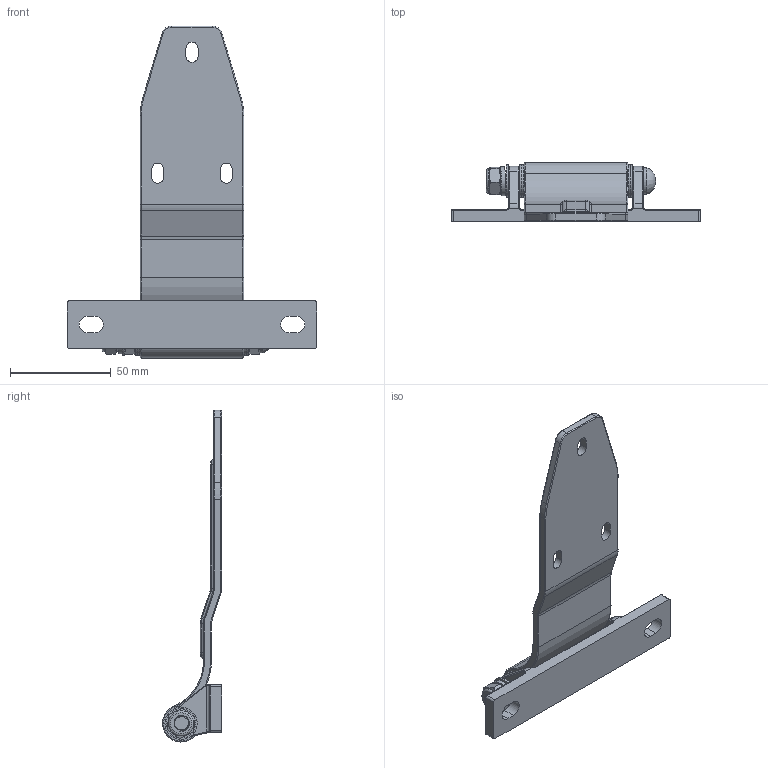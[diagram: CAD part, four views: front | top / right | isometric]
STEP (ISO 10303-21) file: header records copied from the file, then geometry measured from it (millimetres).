
FILE_DESCRIPTION(/* description */ (''),/* implementation_level */ '2;1');
FILE_NAME(/* name */ 'HS405.stp',/* time_stamp */ '2024-07-30T09:14:37+09:00',/* author */ ('user'),/* organization */ (''),/* preprocessor_version */ 'ST-DEVELOPER v15.6',/* originating_system */ 'Autodesk Inventor 2015',/* authorisation */ '');
FILE_SCHEMA (('AUTOMOTIVE_DESIGN { 1 0 10303 214 3 1 1 }'));
Length unit declared in the file: millimetre
Products named in the file (7): HS405_B; HS405_T; 너트; 와샤; 와샤2; 핀; HS405
Bounding box: 124 x 29.35 x 164.75 mm (x, y, z)
Volume: 67616.4 mm3; surface area: 35203.5 mm2
Topology: 10 solids, 10 shells, 261 faces, 661 edges, 420 vertices
Faces by surface type: cylinder 117, plane 64, torus 55, bspline 25
Full cylindrical faces by diameter (mm): 7.866 x11, 8 x5, 8.2 x3, 12.5 x1, 13.5 x1, 16 x5
Entity records: 15574 total; most frequent: CARTESIAN_POINT 9697, DIRECTION 1236, ORIENTED_EDGE 1186, EDGE_CURVE 593, AXIS2_PLACEMENT_3D 517, VERTEX_POINT 380, CIRCLE 278, EDGE_LOOP 265
